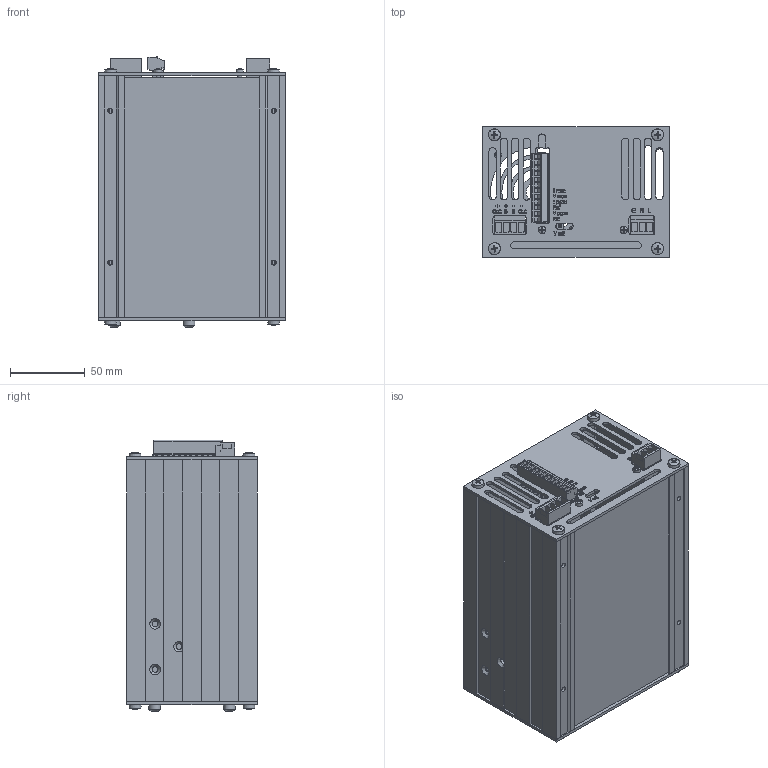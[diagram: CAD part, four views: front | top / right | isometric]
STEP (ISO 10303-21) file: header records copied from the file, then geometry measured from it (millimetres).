
FILE_DESCRIPTION((''),'2;1');
FILE_NAME('LM6A 5-10-12.stp','2012-05-10T09:38:55',('JDietsch'),(''),'Autodesk Inventor 2013','Autodesk Inventor 2013','');
FILE_SCHEMA(('AUTOMOTIVE_DESIGN { 1 0 10303 214 1 1 1 1 }'));
Length unit declared in the file: inch
Products named in the file (16): LM6A Case.iam (STRIPPED); E5600-16 LM6 LefT; E5600-17 LM6 Right; E5600-38 Cover Front B; E5600-48 Cover Rear A; M6 sreen generic ; header_5.08mm_3pl_90; header_5.08mm_4pl_90; header_3.81mm_12pl_90; RES TRIM 50K 15TURN; Cross Recessed Pan Head Tapping Screw - Type F - Type I 8-32 UNC - 0.75; Cross Recessed Fillister Head Tapping Screw - Type B - Type I No. 10 - 16 - 1/2; Cross Recessed Fillister Head Machine Screw - Type II - Inch No. 4 - 48 - 1/4; plug_3.81mm_12pl; plug_5.08mm_3pl; plug_5.08mm_4pl
Assembly tree (27 placements, depth 2):
  LM6A Case.iam (STRIPPED)
    E5600-16 LM6 LefT
    E5600-17 LM6 Right
    E5600-38 Cover Front B
    E5600-48 Cover Rear A
    M6 sreen generic   x2
    header_5.08mm_3pl_90
    header_5.08mm_4pl_90
    header_3.81mm_12pl_90
    RES TRIM 50K 15TURN
    Cross Recessed Pan Head Tapping Screw - Type F - Type I 8-32 UNC - 0.75  x8
    Cross Recessed Fillister Head Tapping Screw - Type B - Type I No. 10 - 16 - 1/2  x4
    Cross Recessed Fillister Head Machine Screw - Type II - Inch No. 4 - 48 - 1/4  x2
    plug_3.81mm_12pl
    plug_5.08mm_3pl
    plug_5.08mm_4pl
Bounding box: 125.14 x 87.55 x 181.5 mm (x, y, z)
Volume: 211708.6 mm3; surface area: 216131.9 mm2
Topology: 27 solids, 27 shells, 3598 faces, 9878 edges, 6561 vertices
Faces by surface type: plane 2292, bspline 521, cylinder 515, cone 188, torus 68, sphere 14
Full cylindrical faces by diameter (mm): 0.508 x3, 1.2 x12, 2.286 x1, 2.8 x12, 2.845 x2, 3.251 x2, 3.277 x3, 3.302 x12, 3.81 x8, 3.9 x7, 4.166 x8, 4.2 x7, 4.75 x4, 4.765 x8, 4.826 x4, 4.953 x2, 7.95 x4, 12.7 x1
Entity records: 111060 total; most frequent: CARTESIAN_POINT 28136, ORIENTED_EDGE 17826, DIRECTION 14603, EDGE_CURVE 8913, VECTOR 6483, LINE 6483, VERTEX_POINT 6010, AXIS2_PLACEMENT_3D 4060
